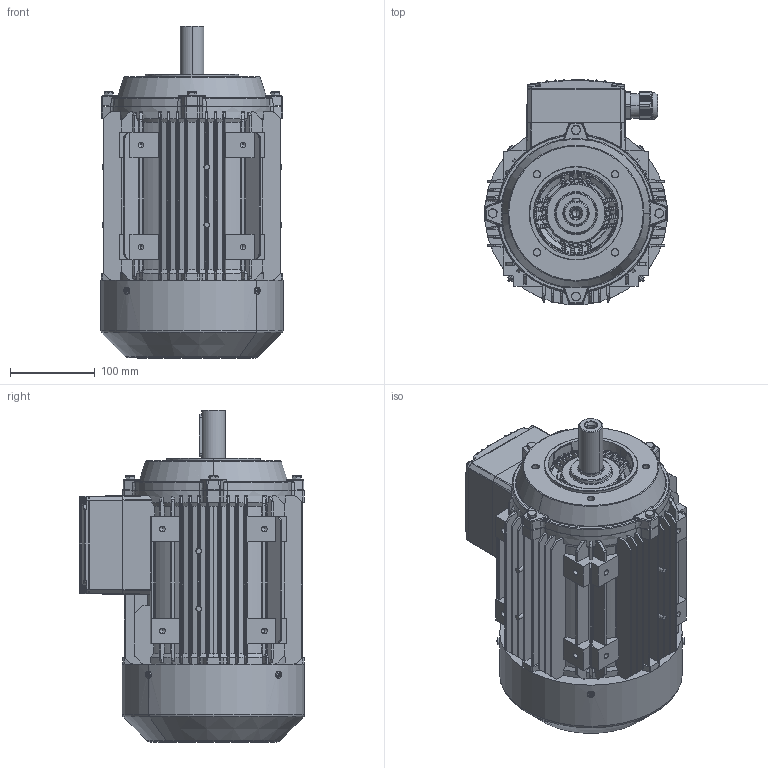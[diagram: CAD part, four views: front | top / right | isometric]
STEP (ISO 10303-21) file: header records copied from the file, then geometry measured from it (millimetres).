
FILE_DESCRIPTION (( 'STEP AP214' ), '1' );
FILE_NAME ('2EL112M4_FC_K1-A.STEP', '2019-07-16T08:49:08', ( '' ), ( '' ), 'SwSTEP 2.0', 'SolidWorks 2019', '' );
FILE_SCHEMA (( 'AUTOMOTIVE_DESIGN' ));
Length unit declared in the file: millimetre
Products named in the file (1): 2EL112M4_FC_K1-A
Bounding box: 214.18 x 264.75 x 390.62 mm (x, y, z)
Volume: 10657887.1 mm3; surface area: 565969.4 mm2
Topology: 1 solids, 1 shells, 4483 faces, 11331 edges, 7112 vertices
Faces by surface type: plane 1566, cylinder 1463, bspline 602, cone 368, torus 337, sphere 147
Entity records: 161804 total; most frequent: CARTESIAN_POINT 53001, ORIENTED_EDGE 22494, DIRECTION 20125, EDGE_CURVE 11247, AXIS2_PLACEMENT_3D 7869, VERTEX_POINT 7112, EDGE_LOOP 4841, ADVANCED_FACE 4483
